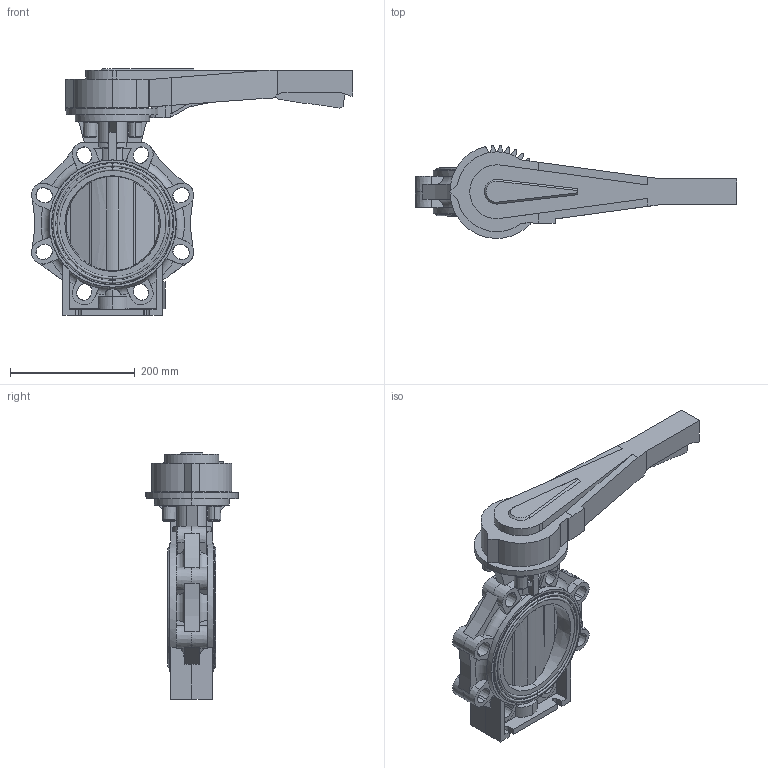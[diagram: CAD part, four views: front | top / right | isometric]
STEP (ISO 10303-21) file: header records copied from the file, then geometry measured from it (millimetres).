
FILE_DESCRIPTION(('STEP AP214'),'1');
FILE_NAME('cctmp_2A4FBE0D-71D4-4108-AE8F-49EA186AD7A4_2021_10_25_14_27_22_0654..stp','2021-10-25T12:27:23',('Praher Valves GmbH'),('CADClick - www.CADClick.com'),'Spatial InterOp 3D',' ','unknown authorization');
FILE_SCHEMA(('AUTOMOTIVE_DESIGN'));
Length unit declared in the file: millimetre
Products named in the file (3): cc_unnamed; 242305_1; 242305
Assembly tree (2 placements, depth 2):
  cc_unnamed
    242305_1
    242305
Bounding box: 515.82 x 149.14 x 396.5 mm (x, y, z)
Volume: 4651293 mm3; surface area: 461684.4 mm2
Topology: 2 solids, 4 shells, 622 faces, 1709 edges, 1118 vertices
Faces by surface type: plane 335, cone 172, cylinder 71, torus 40, bspline 4
Entity records: 25523 total; most frequent: CARTESIAN_POINT 4244, DIRECTION 3477, ORIENTED_EDGE 3418, EDGE_CURVE 1709, AXIS2_PLACEMENT_3D 1271, VERTEX_POINT 1118, LINE 935, VECTOR 935
